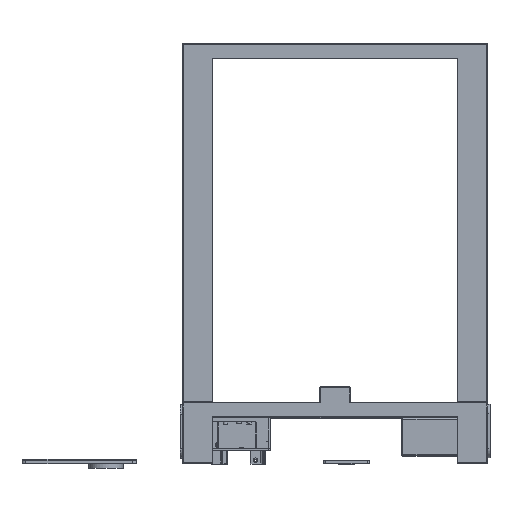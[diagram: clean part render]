
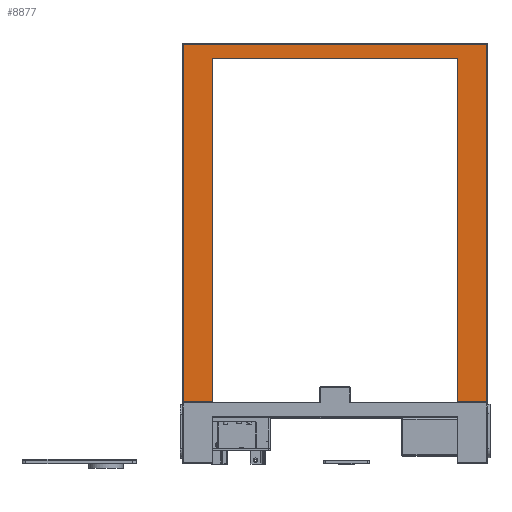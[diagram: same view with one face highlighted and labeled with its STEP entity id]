
A CAD part, top view. The second image highlights one B-rep face of the part: STEP entity #8877.
In plain terms, the highlighted planar face has unit normal (0, 0, 1).
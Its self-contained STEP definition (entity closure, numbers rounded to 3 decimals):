
#270=PLANE('',#9590);
#662=FACE_OUTER_BOUND('',#1229,.T.);
#1229=EDGE_LOOP('',(#6383,#6384,#6385,#6386,#6387,#6388,#6389,#6390));
#1915=LINE('',#13924,#2580);
#1922=LINE('',#13967,#2587);
#1954=LINE('',#14107,#2619);
#1957=LINE('',#14111,#2622);
#1965=LINE('',#14123,#2630);
#1966=LINE('',#14126,#2631);
#1970=LINE('',#14133,#2635);
#1974=LINE('',#14141,#2639);
#2580=VECTOR('',#10798,10.);
#2587=VECTOR('',#10847,10.);
#2619=VECTOR('',#11015,10.);
#2622=VECTOR('',#11020,10.);
#2630=VECTOR('',#11036,10.);
#2631=VECTOR('',#11039,10.);
#2635=VECTOR('',#11049,10.);
#2639=VECTOR('',#11059,10.);
#3855=VERTEX_POINT('',#13916);
#3856=VERTEX_POINT('',#13923);
#3864=VERTEX_POINT('',#13946);
#3871=VERTEX_POINT('',#13962);
#3885=VERTEX_POINT('',#14012);
#3886=VERTEX_POINT('',#14018);
#3895=VERTEX_POINT('',#14039);
#3912=VERTEX_POINT('',#14125);
#4714=EDGE_CURVE('',#3856,#3855,#1915,.T.);
#4735=EDGE_CURVE('',#3864,#3871,#1922,.T.);
#4806=EDGE_CURVE('',#3886,#3895,#1954,.T.);
#4809=EDGE_CURVE('',#3895,#3885,#1957,.T.);
#4817=EDGE_CURVE('',#3871,#3886,#1965,.T.);
#4818=EDGE_CURVE('',#3885,#3912,#1966,.T.);
#4823=EDGE_CURVE('',#3912,#3856,#1970,.T.);
#4828=EDGE_CURVE('',#3855,#3864,#1974,.T.);
#6383=ORIENTED_EDGE('',*,*,#4806,.F.);
#6384=ORIENTED_EDGE('',*,*,#4817,.F.);
#6385=ORIENTED_EDGE('',*,*,#4735,.F.);
#6386=ORIENTED_EDGE('',*,*,#4828,.F.);
#6387=ORIENTED_EDGE('',*,*,#4714,.F.);
#6388=ORIENTED_EDGE('',*,*,#4823,.F.);
#6389=ORIENTED_EDGE('',*,*,#4818,.F.);
#6390=ORIENTED_EDGE('',*,*,#4809,.F.);
#8877=ADVANCED_FACE('',(#662),#270,.T.);
#9590=AXIS2_PLACEMENT_3D('',#14212,#11152,#11153);
#10798=DIRECTION('',(0.,-1.,0.));
#10847=DIRECTION('',(0.,1.,0.));
#11015=DIRECTION('',(0.,-1.,0.));
#11020=DIRECTION('',(-1.,0.,0.));
#11036=DIRECTION('',(1.,0.,0.));
#11039=DIRECTION('',(0.,1.,0.));
#11049=DIRECTION('',(-1.,0.,0.));
#11059=DIRECTION('',(-1.,0.,0.));
#11152=DIRECTION('center_axis',(0.,0.,1.));
#11153=DIRECTION('ref_axis',(1.,0.,0.));
#13916=CARTESIAN_POINT('',(-1.,81.,160.));
#13923=CARTESIAN_POINT('',(-1.,531.,160.));
#13924=CARTESIAN_POINT('',(-1.,40.,160.));
#13946=CARTESIAN_POINT('',(-39.,81.,160.));
#13962=CARTESIAN_POINT('',(-39.,549.,160.));
#13967=CARTESIAN_POINT('',(-39.,75.,160.));
#14012=CARTESIAN_POINT('',(321.,81.,160.));
#14018=CARTESIAN_POINT('',(359.,549.,160.));
#14039=CARTESIAN_POINT('',(359.,81.,160.));
#14107=CARTESIAN_POINT('',(359.,75.,160.));
#14111=CARTESIAN_POINT('',(60.,81.,160.));
#14123=CARTESIAN_POINT('',(60.,549.,160.));
#14125=CARTESIAN_POINT('',(321.,531.,160.));
#14126=CARTESIAN_POINT('',(321.,40.,160.));
#14133=CARTESIAN_POINT('',(60.,531.,160.));
#14141=CARTESIAN_POINT('',(60.,81.,160.));
#14212=CARTESIAN_POINT('Origin',(-40.,80.,160.));
